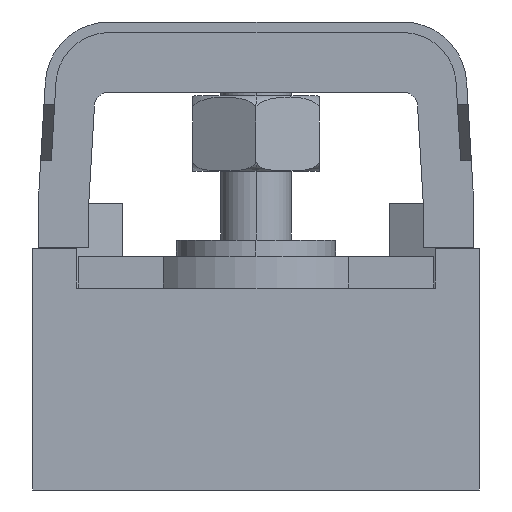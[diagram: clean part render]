
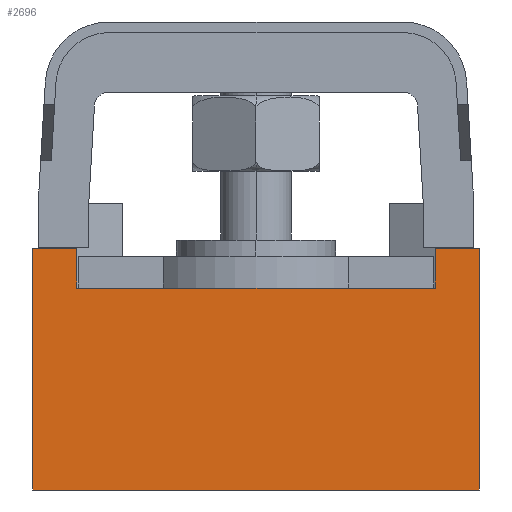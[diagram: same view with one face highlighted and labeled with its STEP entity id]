
A CAD part, left-side view. The second image highlights one B-rep face of the part: STEP entity #2696.
In plain terms, the highlighted planar face has unit normal (-1, 0, 0).
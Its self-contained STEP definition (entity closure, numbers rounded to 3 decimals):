
#79=DIRECTION('',(0.,0.,-1.));
#80=VECTOR('',#79,7.5);
#81=CARTESIAN_POINT('',(-52.,33.7,45.5));
#82=LINE('',#81,#80);
#83=DIRECTION('',(0.,1.,0.));
#84=VECTOR('',#83,67.4);
#85=CARTESIAN_POINT('',(-52.,-33.7,38.));
#86=LINE('',#85,#84);
#87=DIRECTION('',(0.,0.,-1.));
#88=VECTOR('',#87,7.5);
#89=CARTESIAN_POINT('',(-52.,-33.7,45.5));
#90=LINE('',#89,#88);
#91=DIRECTION('',(0.,0.,1.));
#92=VECTOR('',#91,45.5);
#93=CARTESIAN_POINT('',(-52.,42.,0.));
#94=LINE('',#93,#92);
#111=DIRECTION('',(0.,1.,0.));
#112=VECTOR('',#111,8.3);
#113=CARTESIAN_POINT('',(-52.,33.7,45.5));
#114=LINE('',#113,#112);
#119=DIRECTION('',(0.,1.,0.));
#120=VECTOR('',#119,8.3);
#121=CARTESIAN_POINT('',(-52.,-42.,45.5));
#122=LINE('',#121,#120);
#355=DIRECTION('',(0.,-1.,0.));
#356=VECTOR('',#355,84.);
#357=CARTESIAN_POINT('',(-52.,42.,0.));
#358=LINE('',#357,#356);
#572=DIRECTION('',(0.,0.,1.));
#573=VECTOR('',#572,45.5);
#574=CARTESIAN_POINT('',(-52.,-42.,0.));
#575=LINE('',#574,#573);
#2079=CARTESIAN_POINT('',(-52.,42.,0.));
#2080=CARTESIAN_POINT('',(-52.,-42.,0.));
#2081=VERTEX_POINT('',#2079);
#2082=VERTEX_POINT('',#2080);
#2139=CARTESIAN_POINT('',(-52.,-33.7,38.));
#2140=CARTESIAN_POINT('',(-52.,33.7,38.));
#2141=VERTEX_POINT('',#2139);
#2142=VERTEX_POINT('',#2140);
#2281=CARTESIAN_POINT('',(-52.,-42.,45.5));
#2283=VERTEX_POINT('',#2281);
#2353=CARTESIAN_POINT('',(-52.,42.,45.5));
#2354=VERTEX_POINT('',#2353);
#2389=CARTESIAN_POINT('',(-52.,33.7,45.5));
#2390=VERTEX_POINT('',#2389);
#2391=CARTESIAN_POINT('',(-52.,-33.7,45.5));
#2392=VERTEX_POINT('',#2391);
#2674=CARTESIAN_POINT('',(-52.,42.,0.));
#2675=DIRECTION('',(-1.,0.,0.));
#2676=DIRECTION('',(0.,-1.,0.));
#2677=AXIS2_PLACEMENT_3D('',#2674,#2675,#2676);
#2678=PLANE('',#2677);
#2680=ORIENTED_EDGE('',*,*,#2679,.F.);
#2682=ORIENTED_EDGE('',*,*,#2681,.T.);
#2683=ORIENTED_EDGE('',*,*,#2614,.F.);
#2685=ORIENTED_EDGE('',*,*,#2684,.F.);
#2687=ORIENTED_EDGE('',*,*,#2686,.F.);
#2689=ORIENTED_EDGE('',*,*,#2688,.F.);
#2691=ORIENTED_EDGE('',*,*,#2690,.F.);
#2693=ORIENTED_EDGE('',*,*,#2692,.T.);
#2694=EDGE_LOOP('',(#2680,#2682,#2683,#2685,#2687,#2689,#2691,#2693));
#2695=FACE_OUTER_BOUND('',#2694,.F.);
#2614=EDGE_CURVE('',#2141,#2142,#86,.T.);
#2679=EDGE_CURVE('',#2390,#2354,#114,.T.);
#2681=EDGE_CURVE('',#2390,#2142,#82,.T.);
#2684=EDGE_CURVE('',#2392,#2141,#90,.T.);
#2686=EDGE_CURVE('',#2283,#2392,#122,.T.);
#2688=EDGE_CURVE('',#2082,#2283,#575,.T.);
#2690=EDGE_CURVE('',#2081,#2082,#358,.T.);
#2692=EDGE_CURVE('',#2081,#2354,#94,.T.);
#2696=ADVANCED_FACE('',(#2695),#2678,.T.);
